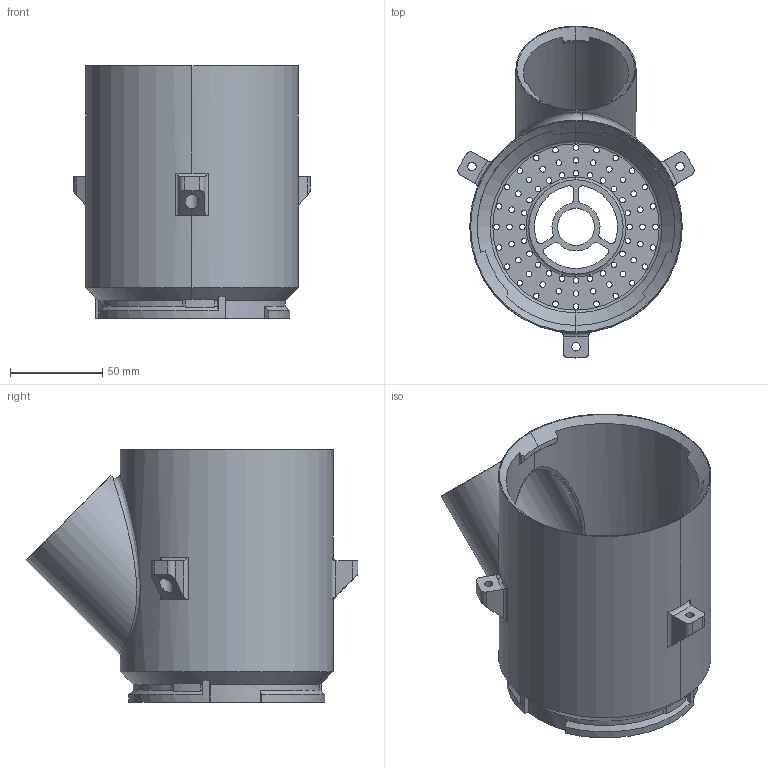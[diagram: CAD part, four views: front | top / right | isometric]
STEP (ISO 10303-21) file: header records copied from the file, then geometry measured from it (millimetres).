
FILE_DESCRIPTION (( 'STEP AP203' ), '1' );
FILE_NAME ('1-Way_Planting_Module.STEP', '2020-11-29T12:35:52', ( '' ), ( '' ), '', '', '' );
FILE_SCHEMA (( 'CONFIG_CONTROL_DESIGN' ));
Length unit declared in the file: millimetre
Products named in the file (1): 1-Way_Planting_Module
Bounding box: 127.78 x 179.54 x 136.5 mm (x, y, z)
Volume: 232537.3 mm3; surface area: 124015.3 mm2
Topology: 1 solids, 1 shells, 325 faces, 944 edges, 623 vertices
Faces by surface type: cylinder 224, plane 59, cone 31, torus 7, bspline 4
Entity records: 13153 total; most frequent: CARTESIAN_POINT 3868, DIRECTION 1995, ORIENTED_EDGE 1888, EDGE_CURVE 944, AXIS2_PLACEMENT_3D 805, VERTEX_POINT 623, EDGE_LOOP 487, CIRCLE 483
